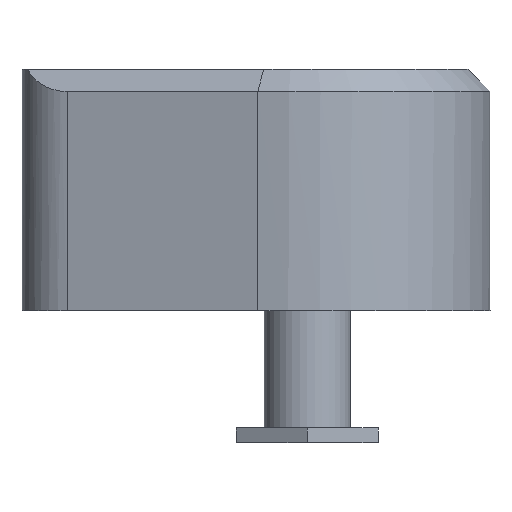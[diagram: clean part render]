
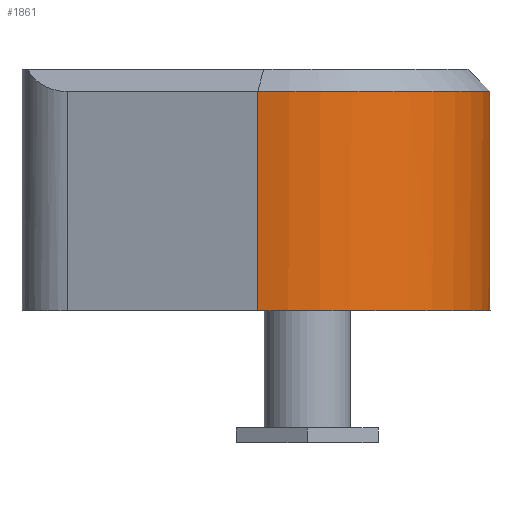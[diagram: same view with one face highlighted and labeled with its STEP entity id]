
A CAD part, left-side view. The second image highlights one B-rep face of the part: STEP entity #1861.
In plain terms, the highlighted cylindrical face has radius 25 mm (diameter 50 mm), a partial arc.
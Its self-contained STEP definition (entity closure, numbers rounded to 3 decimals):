
#44=B_SPLINE_CURVE_WITH_KNOTS('',3,(#3177,#3178,#3179,#3180,#3181,#3182,
#3183,#3184,#3185),.UNSPECIFIED.,.F.,.F.,(4,1,1,1,1,1,4),(-18.195,
-17.608,-17.022,-16.436,-15.849,
-15.263,-14.896),.UNSPECIFIED.);
#120=CYLINDRICAL_SURFACE('',#2079,25.);
#208=CIRCLE('',#2069,25.);
#212=CIRCLE('',#2080,25.);
#290=FACE_OUTER_BOUND('',#412,.T.);
#412=EDGE_LOOP('',(#1446,#1447,#1448,#1449));
#517=LINE('',#3515,#664);
#664=VECTOR('',#2430,10.);
#837=VERTEX_POINT('',#3169);
#838=VERTEX_POINT('',#3176);
#844=VERTEX_POINT('',#3322);
#859=VERTEX_POINT('',#3514);
#1038=EDGE_CURVE('',#838,#837,#44,.T.);
#1052=EDGE_CURVE('',#837,#844,#208,.T.);
#1073=EDGE_CURVE('',#859,#844,#517,.T.);
#1074=EDGE_CURVE('',#859,#838,#212,.T.);
#1446=ORIENTED_EDGE('',*,*,#1038,.T.);
#1447=ORIENTED_EDGE('',*,*,#1052,.T.);
#1448=ORIENTED_EDGE('',*,*,#1073,.F.);
#1449=ORIENTED_EDGE('',*,*,#1074,.T.);
#1861=ADVANCED_FACE('',(#290),#120,.T.);
#2069=AXIS2_PLACEMENT_3D('',#3324,#2402,#2403);
#2079=AXIS2_PLACEMENT_3D('',#3513,#2428,#2429);
#2080=AXIS2_PLACEMENT_3D('',#3516,#2431,#2432);
#2402=DIRECTION('center_axis',(0.,0.,-1.));
#2403=DIRECTION('ref_axis',(-1.,0.,0.));
#2428=DIRECTION('center_axis',(0.,0.,-1.));
#2429=DIRECTION('ref_axis',(-1.,0.,0.));
#2430=DIRECTION('',(0.,0.,1.));
#2431=DIRECTION('center_axis',(0.,0.,1.));
#2432=DIRECTION('ref_axis',(-1.,0.,0.));
#3169=CARTESIAN_POINT('',(22.309,-11.284,28.5));
#3176=CARTESIAN_POINT('',(23.582,-8.299,-1.5));
#3177=CARTESIAN_POINT('Ctrl Pts',(23.582,-8.299,-1.5));
#3178=CARTESIAN_POINT('Ctrl Pts',(23.303,-9.094,-0.085));
#3179=CARTESIAN_POINT('Ctrl Pts',(22.708,-10.526,2.953));
#3180=CARTESIAN_POINT('Ctrl Pts',(21.873,-12.137,8.073));
#3181=CARTESIAN_POINT('Ctrl Pts',(21.302,-13.089,13.709));
#3182=CARTESIAN_POINT('Ctrl Pts',(21.239,-13.186,19.634));
#3183=CARTESIAN_POINT('Ctrl Pts',(21.692,-12.447,24.631));
#3184=CARTESIAN_POINT('Ctrl Pts',(22.129,-11.639,27.456));
#3185=CARTESIAN_POINT('Ctrl Pts',(22.309,-11.284,28.5));
#3322=CARTESIAN_POINT('',(-24.066,6.769,28.5));
#3324=CARTESIAN_POINT('Origin',(0.,0.,28.5));
#3513=CARTESIAN_POINT('Origin',(0.,0.,0.));
#3514=CARTESIAN_POINT('',(-24.066,6.769,-1.5));
#3515=CARTESIAN_POINT('',(-24.066,6.769,0.));
#3516=CARTESIAN_POINT('Origin',(0.,0.,-1.5));
